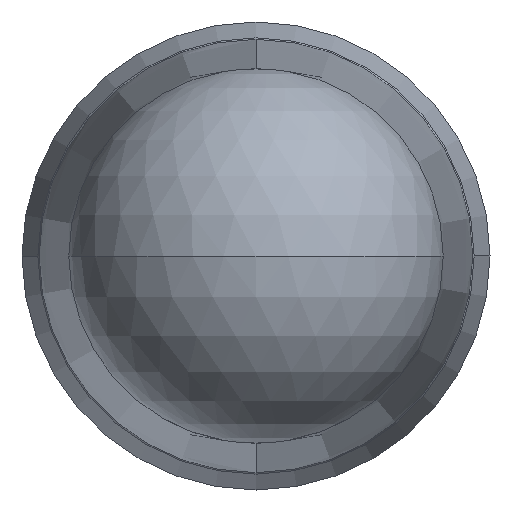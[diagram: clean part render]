
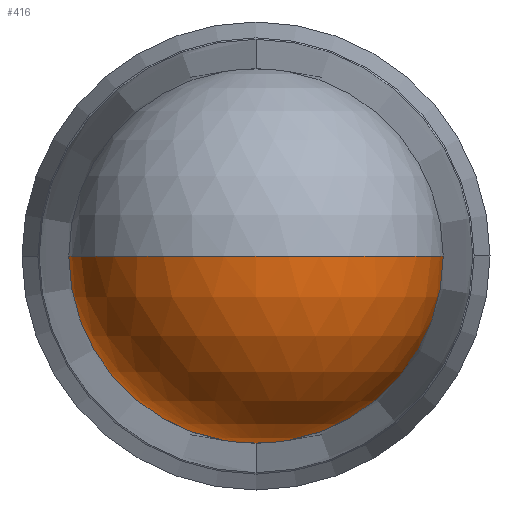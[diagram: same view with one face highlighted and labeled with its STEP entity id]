
A CAD part, front view. The second image highlights one B-rep face of the part: STEP entity #416.
In plain terms, the highlighted spherical face has radius 3.175 mm.
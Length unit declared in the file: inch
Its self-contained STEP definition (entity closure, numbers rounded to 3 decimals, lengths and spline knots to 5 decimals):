
#2 = CIRCLE ( 'NONE', #420, 0.125 ) ;
#12 = DIRECTION ( 'NONE',  ( 0., 0., -1. ) ) ;
#14 = DIRECTION ( 'NONE',  ( -1., 0., 0. ) ) ;
#17 = CARTESIAN_POINT ( 'NONE',  ( 0., 0.12502, 0. ) ) ;
#35 = ORIENTED_EDGE ( 'NONE', *, *, #130, .F. ) ;
#40 = CIRCLE ( 'NONE', #332, 0.125 ) ;
#45 = DIRECTION ( 'NONE',  ( 0., -1., 0. ) ) ;
#52 = DIRECTION ( 'NONE',  ( 0., 0., -1. ) ) ;
#53 = CARTESIAN_POINT ( 'NONE',  ( 0., 0.12284, 0. ) ) ;
#57 = AXIS2_PLACEMENT_3D ( 'NONE', #335, #52, #131 ) ;
#61 = FACE_OUTER_BOUND ( 'NONE', #105, .T. ) ;
#66 = VERTEX_POINT ( 'NONE', #259 ) ;
#78 = AXIS2_PLACEMENT_3D ( 'NONE', #17, #219, #338 ) ;
#105 = EDGE_LOOP ( 'NONE', ( #235, #348, #311, #35 ) ) ;
#123 = AXIS2_PLACEMENT_3D ( 'NONE', #418, #423, #14 ) ;
#130 = EDGE_CURVE ( 'NONE', #399, #512, #353, .T. ) ;
#131 = DIRECTION ( 'NONE',  ( -1., 0., 0. ) ) ;
#219 = DIRECTION ( 'NONE',  ( 0., 0., 1. ) ) ;
#235 = ORIENTED_EDGE ( 'NONE', *, *, #414, .T. ) ;
#249 = CARTESIAN_POINT ( 'NONE',  ( 0., 0.12284, 0. ) ) ;
#259 = CARTESIAN_POINT ( 'NONE',  ( 0.125, 0.12284, 0. ) ) ;
#287 = DIRECTION ( 'NONE',  ( 0., -1., 0. ) ) ;
#311 = ORIENTED_EDGE ( 'NONE', *, *, #457, .T. ) ;
#331 = CARTESIAN_POINT ( 'NONE',  ( -0.125, 0.12284, 0. ) ) ;
#332 = AXIS2_PLACEMENT_3D ( 'NONE', #53, #287, #12 ) ;
#335 = CARTESIAN_POINT ( 'NONE',  ( 0., 0.12502, 0. ) ) ;
#338 = DIRECTION ( 'NONE',  ( 1., 0., 0. ) ) ;
#344 = EDGE_CURVE ( 'NONE', #515, #66, #2, .T. ) ;
#348 = ORIENTED_EDGE ( 'NONE', *, *, #344, .T. ) ;
#351 = CIRCLE ( 'NONE', #123, 0.12502 ) ;
#353 = CIRCLE ( 'NONE', #78, 0.12502 ) ;
#391 = CARTESIAN_POINT ( 'NONE',  ( 0., 0.12284, -0.125 ) ) ;
#399 = VERTEX_POINT ( 'NONE', #331 ) ;
#414 = EDGE_CURVE ( 'NONE', #399, #515, #40, .T. ) ;
#415 = DIRECTION ( 'NONE',  ( 0., 0., -1. ) ) ;
#416 = ADVANCED_FACE ( 'NONE', ( #61 ), #417, .T. ) ;
#417 = SPHERICAL_SURFACE ( 'NONE', #57, 0.12502 ) ;
#418 = CARTESIAN_POINT ( 'NONE',  ( 0., 0.12502, 0. ) ) ;
#420 = AXIS2_PLACEMENT_3D ( 'NONE', #249, #45, #415 ) ;
#423 = DIRECTION ( 'NONE',  ( 0., 0., -1. ) ) ;
#457 = EDGE_CURVE ( 'NONE', #66, #512, #351, .T. ) ;
#471 = CARTESIAN_POINT ( 'NONE',  ( 0., 0., 0. ) ) ;
#512 = VERTEX_POINT ( 'NONE', #471 ) ;
#515 = VERTEX_POINT ( 'NONE', #391 ) ;
